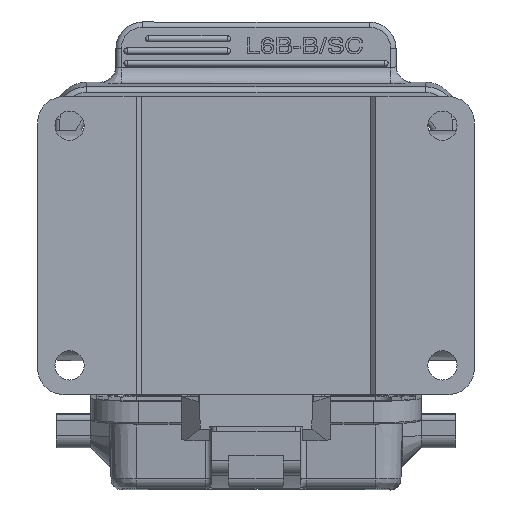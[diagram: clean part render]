
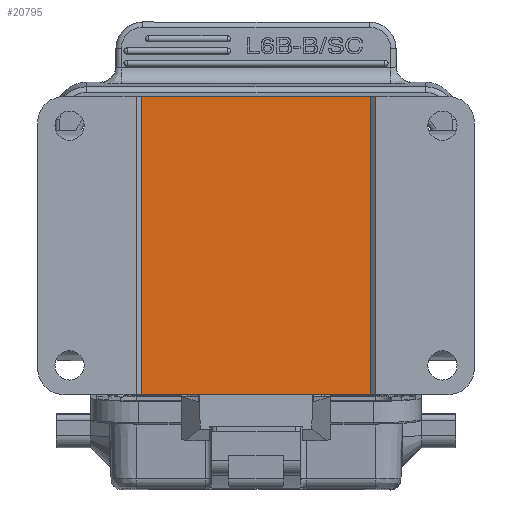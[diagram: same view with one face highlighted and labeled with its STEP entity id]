
A CAD part, front view. The second image highlights one B-rep face of the part: STEP entity #20795.
In plain terms, the highlighted planar face has unit normal (0, -1, 0).
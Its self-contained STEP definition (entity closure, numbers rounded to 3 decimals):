
#1038=DIRECTION('',(1.,0.,0.));
#1039=VECTOR('',#1038,43.);
#1040=CARTESIAN_POINT('',(20.5,1.,
-69.972));
#1041=LINE('',#1040,#1039);
#1419=DIRECTION('',(-1.,0.,0.));
#1420=VECTOR('',#1419,43.);
#1421=CARTESIAN_POINT('',(63.5,1.,
-13.972));
#1422=LINE('',#1421,#1420);
#1469=DIRECTION('',(0.,0.,1.));
#1470=VECTOR('',#1469,56.);
#1471=CARTESIAN_POINT('',(63.5,1.,
-69.972));
#1472=LINE('',#1471,#1470);
#1473=DIRECTION('',(0.,0.,1.));
#1474=VECTOR('',#1473,56.);
#1475=CARTESIAN_POINT('',(20.5,1.,
-69.972));
#1476=LINE('',#1475,#1474);
#16806=CARTESIAN_POINT('',(20.5,1.,
-69.972));
#16807=VERTEX_POINT('',#16806);
#16808=CARTESIAN_POINT('',(63.5,1.,
-69.972));
#16809=VERTEX_POINT('',#16808);
#16896=CARTESIAN_POINT('',(63.5,1.,
-13.972));
#16897=VERTEX_POINT('',#16896);
#16898=CARTESIAN_POINT('',(20.5,1.,
-13.972));
#16899=VERTEX_POINT('',#16898);
#20783=CARTESIAN_POINT('',(42.,1.,-41.972));
#20784=DIRECTION('',(0.,1.,0.));
#20785=DIRECTION('',(0.,0.,1.));
#20786=AXIS2_PLACEMENT_3D('',#20783,#20784,#20785);
#20787=PLANE('',#20786);
#20788=ORIENTED_EDGE('',*,*,#20103,.F.);
#20790=ORIENTED_EDGE('',*,*,#20789,.T.);
#20791=ORIENTED_EDGE('',*,*,#20719,.F.);
#20792=ORIENTED_EDGE('',*,*,#20775,.F.);
#20793=EDGE_LOOP('',(#20788,#20790,#20791,#20792));
#20794=FACE_OUTER_BOUND('',#20793,.F.);
#20103=EDGE_CURVE('',#16807,#16809,#1041,.T.);
#20719=EDGE_CURVE('',#16897,#16899,#1422,.T.);
#20775=EDGE_CURVE('',#16809,#16897,#1472,.T.);
#20789=EDGE_CURVE('',#16807,#16899,#1476,.T.);
#20795=ADVANCED_FACE('',(#20794),#20787,.F.);
